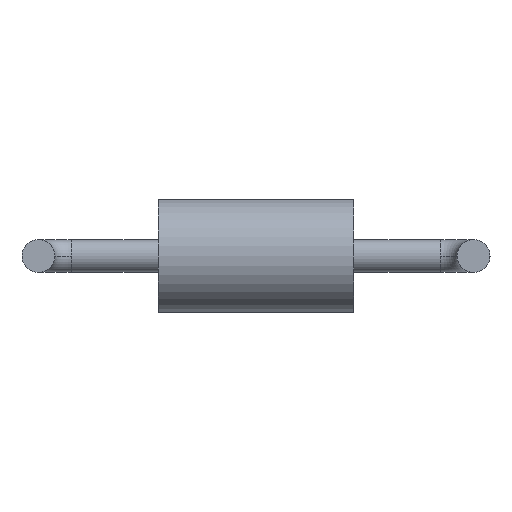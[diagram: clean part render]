
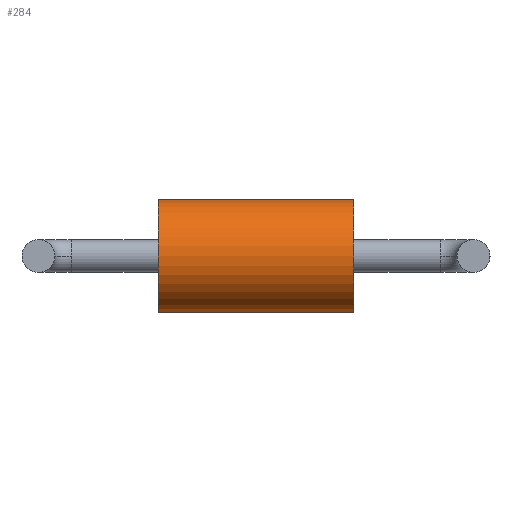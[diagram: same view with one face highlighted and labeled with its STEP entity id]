
A CAD part, front view. The second image highlights one B-rep face of the part: STEP entity #284.
In plain terms, the highlighted cylindrical face has radius 1.35 mm (diameter 2.7 mm), a partial arc.
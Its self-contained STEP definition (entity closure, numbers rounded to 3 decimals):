
#16 = DIRECTION ( 'NONE',  ( -1., 0., 0. ) ) ;
#24 = AXIS2_PLACEMENT_3D ( 'NONE', #28, #398, #480 ) ;
#28 = CARTESIAN_POINT ( 'NONE',  ( 2.325, 1.35, 0. ) ) ;
#35 = EDGE_CURVE ( 'NONE', #479, #231, #533, .T. ) ;
#36 = DIRECTION ( 'NONE',  ( -1., 0., 0. ) ) ;
#64 = CARTESIAN_POINT ( 'NONE',  ( -2.325, 1.35, 1.35 ) ) ;
#71 = CARTESIAN_POINT ( 'NONE',  ( 2.325, 1.35, 0. ) ) ;
#74 = CARTESIAN_POINT ( 'NONE',  ( 2.325, 1.35, -1.35 ) ) ;
#80 = FACE_OUTER_BOUND ( 'NONE', #222, .T. ) ;
#83 = EDGE_CURVE ( 'NONE', #196, #179, #374, .T. ) ;
#123 = VECTOR ( 'NONE', #16, 1000. ) ;
#125 = DIRECTION ( 'NONE',  ( -1., 0., 0. ) ) ;
#151 = CARTESIAN_POINT ( 'NONE',  ( -2.325, 1.35, 0. ) ) ;
#169 = ORIENTED_EDGE ( 'NONE', *, *, #539, .T. ) ;
#172 = CYLINDRICAL_SURFACE ( 'NONE', #589, 1.35 ) ;
#179 = VERTEX_POINT ( 'NONE', #510 ) ;
#188 = DIRECTION ( 'NONE',  ( 1., 0., 0. ) ) ;
#189 = AXIS2_PLACEMENT_3D ( 'NONE', #151, #188, #457 ) ;
#196 = VERTEX_POINT ( 'NONE', #64 ) ;
#222 = EDGE_LOOP ( 'NONE', ( #427, #526, #169, #519 ) ) ;
#231 = VERTEX_POINT ( 'NONE', #516 ) ;
#284 = ADVANCED_FACE ( 'NONE', ( #80 ), #172, .T. ) ;
#313 = DIRECTION ( 'NONE',  ( 0., 0., 1. ) ) ;
#321 = LINE ( 'NONE', #344, #123 ) ;
#344 = CARTESIAN_POINT ( 'NONE',  ( 2.325, 1.35, 1.35 ) ) ;
#349 = LINE ( 'NONE', #74, #361 ) ;
#359 = EDGE_CURVE ( 'NONE', #231, #179, #349, .T. ) ;
#361 = VECTOR ( 'NONE', #36, 1000. ) ;
#374 = CIRCLE ( 'NONE', #189, 1.35 ) ;
#398 = DIRECTION ( 'NONE',  ( 1., 0., 0. ) ) ;
#427 = ORIENTED_EDGE ( 'NONE', *, *, #359, .F. ) ;
#457 = DIRECTION ( 'NONE',  ( 0., 0., -1. ) ) ;
#464 = CARTESIAN_POINT ( 'NONE',  ( 2.325, 1.35, 1.35 ) ) ;
#479 = VERTEX_POINT ( 'NONE', #464 ) ;
#480 = DIRECTION ( 'NONE',  ( 0., 0., -1. ) ) ;
#510 = CARTESIAN_POINT ( 'NONE',  ( -2.325, 1.35, -1.35 ) ) ;
#516 = CARTESIAN_POINT ( 'NONE',  ( 2.325, 1.35, -1.35 ) ) ;
#519 = ORIENTED_EDGE ( 'NONE', *, *, #83, .T. ) ;
#526 = ORIENTED_EDGE ( 'NONE', *, *, #35, .F. ) ;
#533 = CIRCLE ( 'NONE', #24, 1.35 ) ;
#539 = EDGE_CURVE ( 'NONE', #479, #196, #321, .T. ) ;
#589 = AXIS2_PLACEMENT_3D ( 'NONE', #71, #125, #313 ) ;
